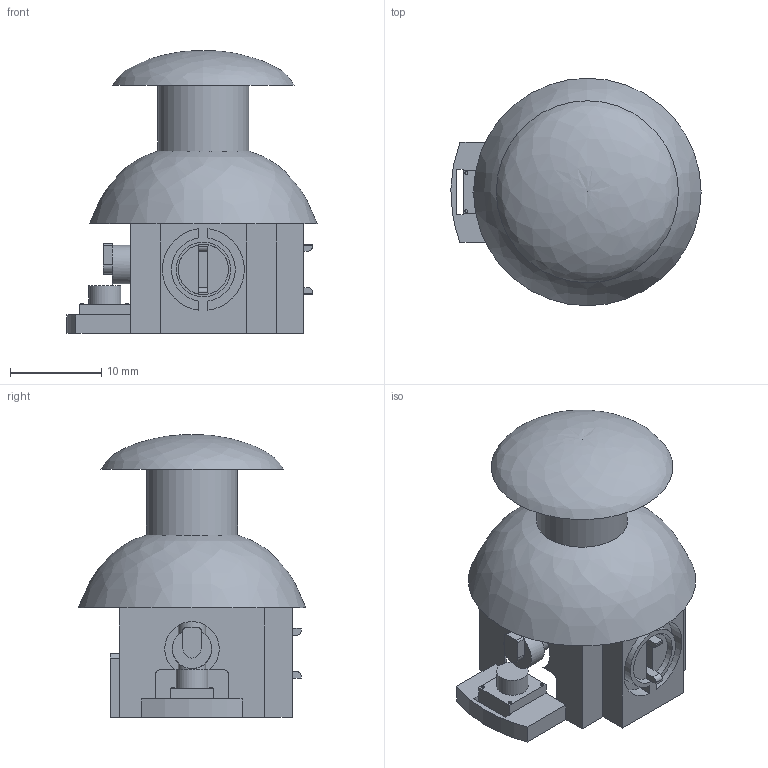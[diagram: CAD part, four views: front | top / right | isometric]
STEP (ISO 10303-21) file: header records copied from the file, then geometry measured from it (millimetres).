
FILE_DESCRIPTION(/* description */ (''),/* implementation_level */ '2;1');
FILE_NAME(/* name */ '5fcff6083e61c012b54079da',/* time_stamp */ '2020-12-08T21:54:16+00:00',/* author */ (''),/* organization */ (''),/* preprocessor_version */ 'ST-DEVELOPER v16.7',/* originating_system */ $,/* authorisation */ $);
FILE_SCHEMA (('AUTOMOTIVE_DESIGN {1 0 10303 214 3 1 1}'));
Length unit declared in the file: metre
Products named in the file (2): Part 2; Part 1
Bounding box: 27.5 x 25 x 31.02 mm (x, y, z)
Volume: 1543.9 mm3; surface area: 5665.6 mm2
Topology: 2 solids, 2 shells, 143 faces, 354 edges, 231 vertices
Faces by surface type: plane 105, cylinder 33, bspline 5
Full cylindrical faces by diameter (mm): 0.3 x4, 2.8 x1, 3 x1, 3.5 x1, 4.3 x1, 5.5 x2, 6 x2, 8.812 x1, 9.6 x1, 10 x1
Entity records: 5536 total; most frequent: CARTESIAN_POINT 1145, DIRECTION 680, ORIENTED_EDGE 656, EDGE_CURVE 328, LINE 250, VECTOR 250, VERTEX_POINT 225, AXIS2_PLACEMENT_3D 215
